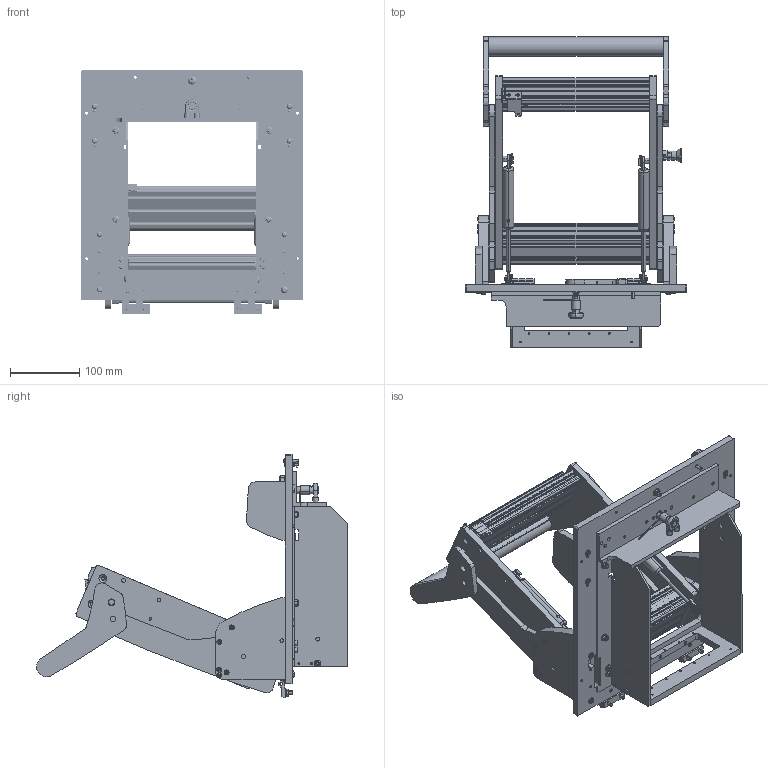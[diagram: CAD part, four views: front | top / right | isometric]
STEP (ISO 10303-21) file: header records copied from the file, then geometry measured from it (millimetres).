
FILE_DESCRIPTION (( 'STEP AP214' ), '1' );
FILE_NAME ('INGUN_39900_open.STEP', '2023-03-07T13:21:04', ( '' ), ( '' ), 'SwSTEP 2.0', 'SolidWorks 2021', '' );
FILE_SCHEMA (( 'AUTOMOTIVE_DESIGN' ));
Length unit declared in the file: millimetre
Products named in the file (73): ISO7380~n_M03,0x005; 40567~5_S; DIN6325~n_02,0m6x020; 35649~1_S; 39893~3_KUNDE<S>; 30915~0; 30955~0_S; 38786~1_Einbau max 185,5 <Standard>; 2528~0; DIN912~n_M04,0x016; 32578~1_S; ISO7380~n_M05,0x008; 109948~0_KUNDE<S>; DIN6325~n_04,0m6x014; 2497~0; 57801~2_S; 40568~4_KUNDE<S>; 112064~0_S; 109128~0_offen <S>; 2281~0; 35150~0_S; 31253~0_S; 109947~0_KUNDE<S>; 32587~6_S; 36177~2; 112086~2_S; K_02037~0_Standard ohne Dyn Punkt<Standard>; 40518~3_S; 114566~0_S; ISO7380~n_M05,0x020; 36201~3_S; 55712~0_KUNDE<S>; 40571~0_mit Lehre gebohrt<S>; K_02038~0; DIN6325~n_04,0m6x016; 37189~1_S; 39892~7_KUNDE<S>; 39894~2_KUNDE<S>; 109946~0_KUNDE<S>; DIN7991~n_M03,0x016 VA ...
Assembly tree (149 placements, depth 5):
  INGUN_39900_open
    109759~1_offen<S>
      40515~11
      40518~3_S
      40565~5_S
      40519~6_S
      2281~0_180ø<Standard>  x2
        2281~0
      112064~0_S  x2
      53031~0_S
      35649~1_S
      37189~1_S
      31253~0_S
      30955~0_S
      30915~0
      ASR~asr_拱04,2x07x拌8  x2
      2528~0  x2
      31109~0
      36201~3_S
      114566~0_S  x2
        112087~1_S
          111995~1_S
          112086~2_S
          DIN125~n_05,3 M05,0 Fase
        49317~0
        DIN912~n_M04,0x016
        DIN125~n_04,3 M04,0
        DIN125~n_06,4 M06,0 Fase
      DIN7991~n_M05,0x016  x12
      DIN7991~n_M05,0x020  x6
      DIN125~n_05,3 M05,0 Fase  x4
      DIN985-A2~n_M05,0  x4
      DIN6325~n_04,0m6x024
      DIN6325~n_04,0m6x016  x2
      DIN7991~n_M03,0x016 VA  x2
      DIN912~n_M04,0x012
      DIN6325~n_02,0m6x020
      DIN6325~n_03,0m6x010  x4
      ISO7380~n_M05,0x008  x2
    109896~0_KUNDE<S>
      40567~5_S
      40568~4_KUNDE<S>
      34328~1_S  x2
      40571~0_mit Lehre gebohrt<S>
      40569~1_S
      32587~6_S
      35097~0
      36177~2
      35150~0_S
      32578~1_S  x2
      ISO7380~n_M03,0x005  x2
      57801~2_S  x2
      49317~0  x2
      DIN125~n_06,4 M06,0 Fase  x2
    109946~0_KUNDE<S>
      53735~1_KUNDE<S>
    109947~0_KUNDE<S>
      53735~1_KUNDE<S>
    39892~7_KUNDE<S>
    39891~3_KUNDE<S>
Bounding box: 320 x 448.8 x 351.5 mm (x, y, z)
Volume: 2529397 mm3; surface area: 1025493 mm2
Topology: 152 solids, 152 shells, 3777 faces, 9606 edges, 6122 vertices
Faces by surface type: cylinder 1687, plane 1335, cone 531, bspline 93, torus 67, sphere 64
Entity records: 76870 total; most frequent: CARTESIAN_POINT 13790, DIRECTION 12879, ORIENTED_EDGE 11502, EDGE_CURVE 5751, AXIS2_PLACEMENT_3D 4904, VERTEX_POINT 3712, LINE 3071, VECTOR 3071
